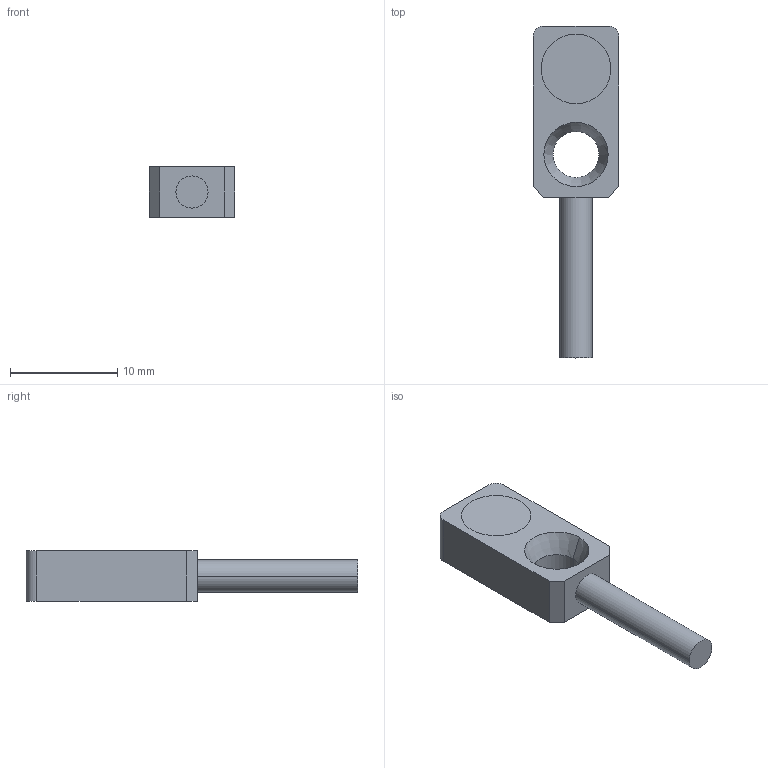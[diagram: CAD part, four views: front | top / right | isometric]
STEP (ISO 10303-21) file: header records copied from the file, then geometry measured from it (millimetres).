
FILE_DESCRIPTION (( 'STEP AP203' ), '1' );
FILE_NAME ('×°ÅäÌå1-I1AF-Q8402N-O3U2.STEP', '2022-07-01T08:35:28', ( '' ), ( '' ), 'SwSTEP 2.0', 'SolidWorks 2017', '' );
FILE_SCHEMA (( 'CONFIG_CONTROL_DESIGN' ));
Length unit declared in the file: millimetre
Products named in the file (4): 錨璃-3.0盄; 錨璃-覜茼褲; 錨璃-Q84褲极; 蚾饜极1-I1AF-Q8402N-O3U2
Assembly tree (3 placements, depth 2):
  蚾饜极1-I1AF-Q8402N-O3U2
    錨璃-Q84褲极
    錨璃-3.0盄
    錨璃-覜茼褲
Bounding box: 8 x 31 x 4.7 mm (x, y, z)
Volume: 602.8 mm3; surface area: 745 mm2
Topology: 3 solids, 3 shells, 28 faces, 58 edges, 38 vertices
Faces by surface type: plane 14, cylinder 12, cone 2
Entity records: 1170 total; most frequent: DIRECTION 152, CARTESIAN_POINT 130, ORIENTED_EDGE 116, AXIS2_PLACEMENT_3D 60, EDGE_CURVE 58, VERTEX_POINT 38, PERSON_AND_ORGANIZATION 35, VECTOR 32
